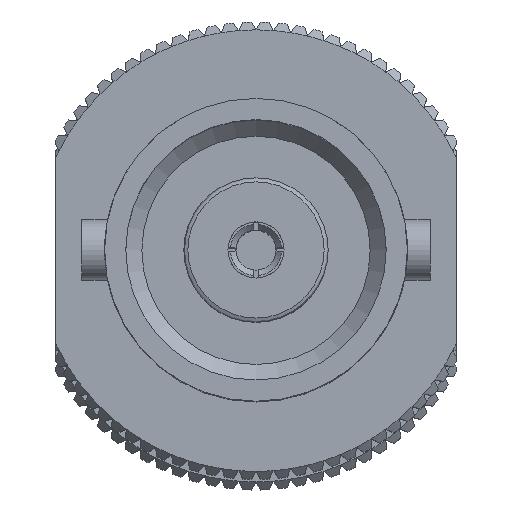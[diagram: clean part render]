
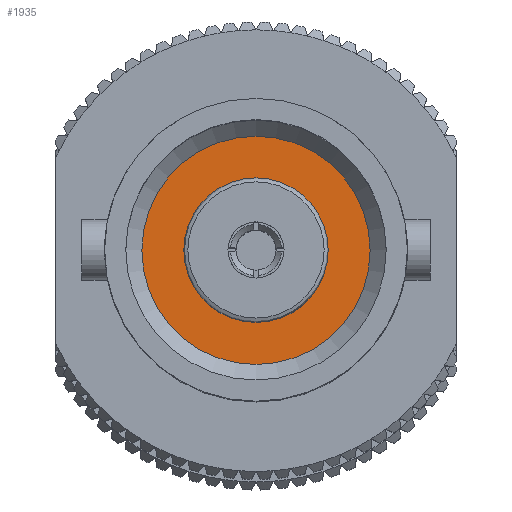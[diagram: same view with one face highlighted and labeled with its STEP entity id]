
A CAD part, top view. The second image highlights one B-rep face of the part: STEP entity #1935.
In plain terms, the highlighted face is planar.
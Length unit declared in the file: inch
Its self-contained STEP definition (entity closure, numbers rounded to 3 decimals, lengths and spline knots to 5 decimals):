
#969 = CARTESIAN_POINT ( 'NONE',  ( 0.38, 0., 0. ) ) ;
#1530 = EDGE_CURVE ( 'NONE', #10255, #10255, #2845, .T. ) ;
#1615 = DIRECTION ( 'NONE',  ( 0., 0., -1. ) ) ;
#1935 = ADVANCED_FACE ( 'NONE', ( #4351, #7585 ), #6539, .T. ) ;
#1939 = AXIS2_PLACEMENT_3D ( 'NONE', #7032, #11337, #1615 ) ;
#2845 = CIRCLE ( 'NONE', #1939, 0.1425 ) ;
#3227 = AXIS2_PLACEMENT_3D ( 'NONE', #5337, #10773, #11398 ) ;
#4351 = FACE_OUTER_BOUND ( 'NONE', #7680, .T. ) ;
#4634 = AXIS2_PLACEMENT_3D ( 'NONE', #969, #9559, #7361 ) ;
#4888 = CARTESIAN_POINT ( 'NONE',  ( 0.38, 0., -0.1425 ) ) ;
#5337 = CARTESIAN_POINT ( 'NONE',  ( 0.38, 0., 0. ) ) ;
#6539 = PLANE ( 'NONE',  #3227 ) ;
#6966 = ORIENTED_EDGE ( 'NONE', *, *, #1530, .T. ) ;
#7032 = CARTESIAN_POINT ( 'NONE',  ( 0.38, 0., 0. ) ) ;
#7361 = DIRECTION ( 'NONE',  ( 0., 0., -1. ) ) ;
#7585 = FACE_BOUND ( 'NONE', #8783, .T. ) ;
#7680 = EDGE_LOOP ( 'NONE', ( #6966 ) ) ;
#8783 = EDGE_LOOP ( 'NONE', ( #13753 ) ) ;
#9559 = DIRECTION ( 'NONE',  ( -1., 0., 0. ) ) ;
#10255 = VERTEX_POINT ( 'NONE', #4888 ) ;
#10458 = VERTEX_POINT ( 'NONE', #13638 ) ;
#10487 = CIRCLE ( 'NONE', #4634, 0.09 ) ;
#10773 = DIRECTION ( 'NONE',  ( -1., 0., 0. ) ) ;
#10850 = EDGE_CURVE ( 'NONE', #10458, #10458, #10487, .T. ) ;
#11337 = DIRECTION ( 'NONE',  ( -1., 0., 0. ) ) ;
#11398 = DIRECTION ( 'NONE',  ( 0., 0., -1. ) ) ;
#13638 = CARTESIAN_POINT ( 'NONE',  ( 0.38, 0., -0.09 ) ) ;
#13753 = ORIENTED_EDGE ( 'NONE', *, *, #10850, .F. ) ;
